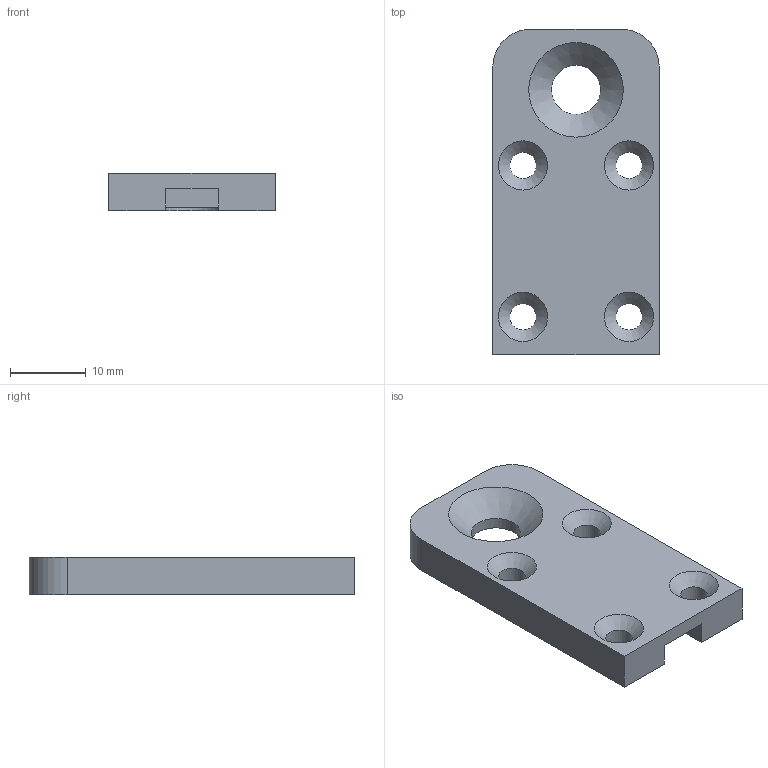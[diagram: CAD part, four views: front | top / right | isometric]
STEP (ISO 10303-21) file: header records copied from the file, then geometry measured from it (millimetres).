
FILE_DESCRIPTION(('FreeCAD Model'),'2;1');
FILE_NAME('fsr_cover_05.step','2019-05-21T15:33:21',('Author'),(''), 'Open CASCADE STEP processor 6.9','FreeCAD','Unknown');
FILE_SCHEMA(('AUTOMOTIVE_DESIGN { 1 0 10303 214 1 1 1 1 }'));
Length unit declared in the file: millimetre
Products named in the file (1): Pocket003
Bounding box: 22 x 43 x 5 mm (x, y, z)
Volume: 3805.1 mm3; surface area: 2714.3 mm2
Topology: 1 solids, 1 shells, 26 faces, 65 edges, 41 vertices
Faces by surface type: plane 13, cylinder 8, cone 5
Full cylindrical faces by diameter (mm): 3.5 x4, 6.5 x1
Entity records: 1658 total; most frequent: CARTESIAN_POINT 301, DIRECTION 252, LINE 144, VECTOR 144, ORIENTED_EDGE 130, PCURVE 130, DEFINITIONAL_REPRESENTATION 130, EDGE_CURVE 65
